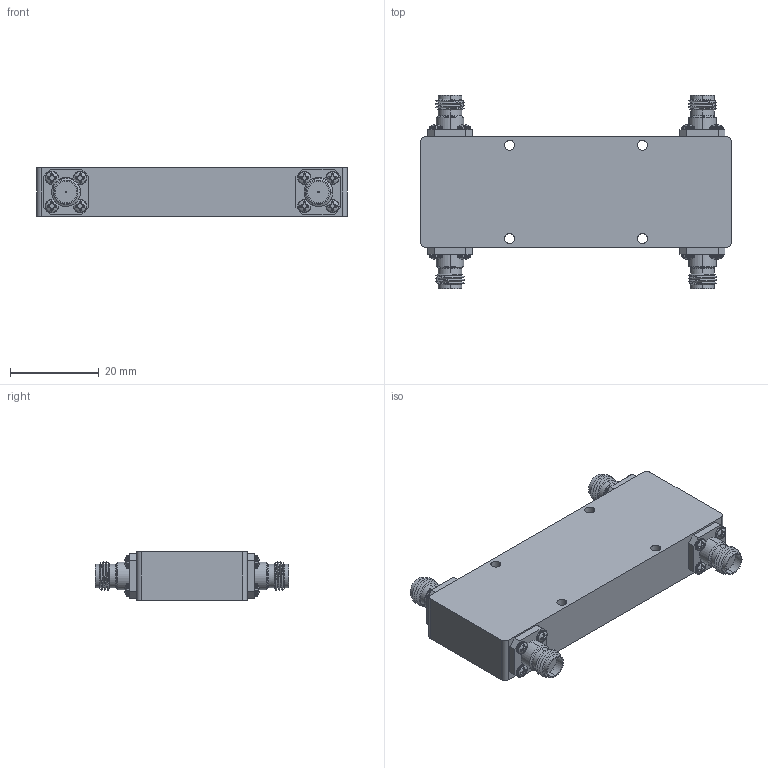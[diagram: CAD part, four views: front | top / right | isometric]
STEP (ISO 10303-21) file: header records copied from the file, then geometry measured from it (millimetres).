
FILE_DESCRIPTION (( 'STEP AP203' ), '1' );
FILE_NAME ('SCZ-0131831509-SFSF-43.STEP', '2019-06-25T18:37:42', ( '' ), ( '' ), 'SwSTEP 2.0', 'SolidWorks 2016', '' );
FILE_SCHEMA (( 'CONFIG_CONTROL_DESIGN' ));
Products named in the file (1): SCZ-0131831509-SFSF-43
Bounding box: 70.1 x 43.69 x 11 mm (x, y, z)
Volume: 20429.8 mm3; surface area: 8539.2 mm2
Topology: 21 solids, 21 shells, 1858 faces, 5236 edges, 3456 vertices
Faces by surface type: cylinder 1164, plane 374, cone 160, torus 72, bspline 56, sphere 32
Entity records: 79043 total; most frequent: CARTESIAN_POINT 36619, ORIENTED_EDGE 10472, DIRECTION 7566, EDGE_CURVE 5236, VERTEX_POINT 3456, AXIS2_PLACEMENT_3D 2891, EDGE_LOOP 1934, FACE_OUTER_BOUND 1858
